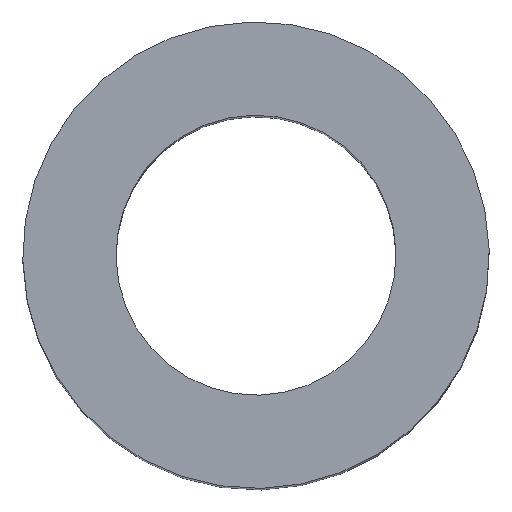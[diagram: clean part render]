
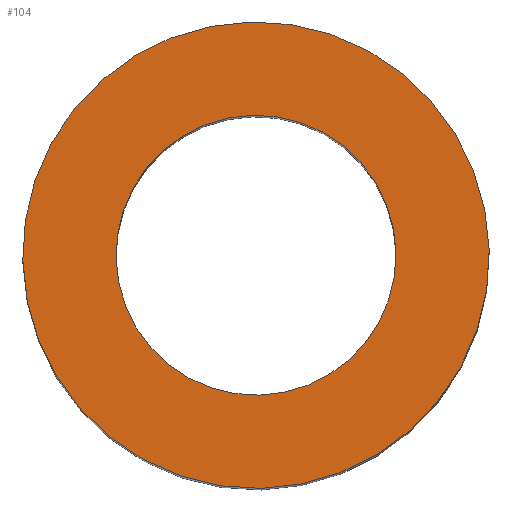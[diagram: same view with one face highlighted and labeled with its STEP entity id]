
A CAD part, top view. The second image highlights one B-rep face of the part: STEP entity #104.
In plain terms, the highlighted planar face has unit normal (0, 0, 1).
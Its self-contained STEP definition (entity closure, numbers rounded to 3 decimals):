
#39=AXIS2_PLACEMENT_3D('Circle Axis2P3D',#37,#38,$) ;
#75=AXIS2_PLACEMENT_3D('Plane Axis2P3D',#72,#73,#74) ;
#79=AXIS2_PLACEMENT_3D('Circle Axis2P3D',#77,#78,$) ;
#88=AXIS2_PLACEMENT_3D('Circle Axis2P3D',#86,#87,$) ;
#97=AXIS2_PLACEMENT_3D('Circle Axis2P3D',#95,#96,$) ;
#37=CARTESIAN_POINT('Axis2P3D Location',(3.5,3.5,13.6)) ;
#41=CARTESIAN_POINT('Vertex',(1.657,4.507,13.6)) ;
#43=CARTESIAN_POINT('Vertex',(5.343,2.493,13.6)) ;
#72=CARTESIAN_POINT('Axis2P3D Location',(3.5,7.,13.6)) ;
#77=CARTESIAN_POINT('Axis2P3D Location',(3.5,3.5,13.6)) ;
#81=CARTESIAN_POINT('Vertex',(5.178,6.572,13.6)) ;
#83=CARTESIAN_POINT('Vertex',(1.822,0.428,13.6)) ;
#86=CARTESIAN_POINT('Axis2P3D Location',(3.5,3.5,13.6)) ;
#95=CARTESIAN_POINT('Axis2P3D Location',(3.5,3.5,13.6)) ;
#38=DIRECTION('Axis2P3D Direction',(0.,0.,-1.)) ;
#73=DIRECTION('Axis2P3D Direction',(0.,0.,-1.)) ;
#74=DIRECTION('Axis2P3D XDirection',(1.,0.,0.)) ;
#78=DIRECTION('Axis2P3D Direction',(0.,0.,-1.)) ;
#87=DIRECTION('Axis2P3D Direction',(0.,0.,-1.)) ;
#96=DIRECTION('Axis2P3D Direction',(0.,0.,-1.)) ;
#92=ORIENTED_EDGE('',*,*,#85,.F.) ;
#93=ORIENTED_EDGE('',*,*,#90,.F.) ;
#101=ORIENTED_EDGE('',*,*,#45,.T.) ;
#102=ORIENTED_EDGE('',*,*,#99,.T.) ;
#103=FACE_BOUND('',#100,.T.) ;
#104=ADVANCED_FACE('K\X2\00F6\X0\rper.2',(#94,#103),#76,.F.) ;
#40=CIRCLE('generated circle',#39,2.1) ;
#80=CIRCLE('generated circle',#79,3.5) ;
#89=CIRCLE('generated circle',#88,3.5) ;
#98=CIRCLE('generated circle',#97,2.1) ;
#45=EDGE_CURVE('',#42,#44,#40,.T.) ;
#85=EDGE_CURVE('',#82,#84,#80,.T.) ;
#90=EDGE_CURVE('',#84,#82,#89,.T.) ;
#99=EDGE_CURVE('',#44,#42,#98,.T.) ;
#91=EDGE_LOOP('',(#92,#93)) ;
#100=EDGE_LOOP('',(#101,#102)) ;
#94=FACE_OUTER_BOUND('',#91,.T.) ;
#76=PLANE('',#75) ;
#42=VERTEX_POINT('',#41) ;
#44=VERTEX_POINT('',#43) ;
#82=VERTEX_POINT('',#81) ;
#84=VERTEX_POINT('',#83) ;
